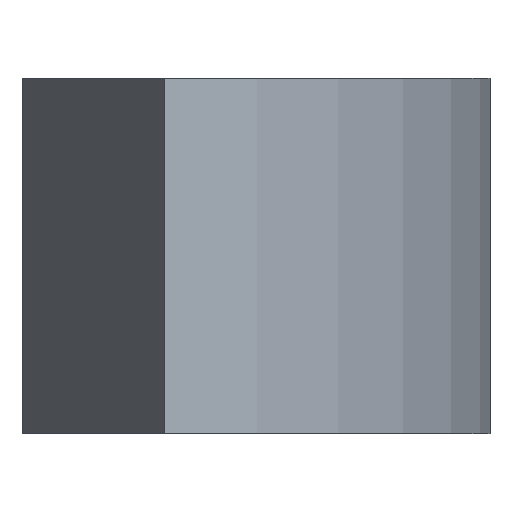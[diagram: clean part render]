
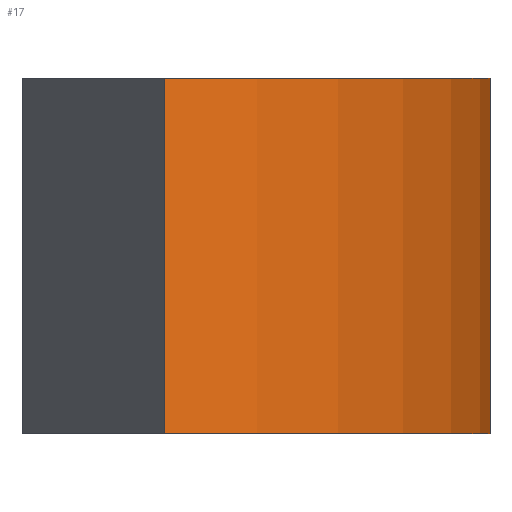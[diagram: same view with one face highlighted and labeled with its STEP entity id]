
A CAD part, front view. The second image highlights one B-rep face of the part: STEP entity #17.
In plain terms, the highlighted cylindrical face has radius 11 mm (diameter 22 mm), a partial arc.
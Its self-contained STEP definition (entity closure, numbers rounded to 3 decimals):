
#17 = ADVANCED_FACE('',(#18),#33,.T.);
#18 = FACE_BOUND('',#19,.F.);
#19 = EDGE_LOOP('',(#20,#56,#82,#115));
#20 = ORIENTED_EDGE('',*,*,#21,.F.);
#21 = EDGE_CURVE('',#22,#24,#26,.T.);
#22 = VERTEX_POINT('',#23);
#23 = CARTESIAN_POINT('',(5.5,-9.526,0.));
#24 = VERTEX_POINT('',#25);
#25 = CARTESIAN_POINT('',(5.5,9.526,0.));
#26 = SURFACE_CURVE('',#27,(#32,#44),.PCURVE_S1.);
#27 = CIRCLE('',#28,11.);
#28 = AXIS2_PLACEMENT_3D('',#29,#30,#31);
#29 = CARTESIAN_POINT('',(0.,0.,0.));
#30 = DIRECTION('',(0.,0.,1.));
#31 = DIRECTION('',(0.5,-0.866,0.));
#32 = PCURVE('',#33,#38);
#33 = CYLINDRICAL_SURFACE('',#34,11.);
#34 = AXIS2_PLACEMENT_3D('',#35,#36,#37);
#35 = CARTESIAN_POINT('',(0.,0.,0.));
#36 = DIRECTION('',(-0.,-0.,-1.));
#37 = DIRECTION('',(1.,0.,0.));
#38 = DEFINITIONAL_REPRESENTATION('',(#39),#43);
#39 = LINE('',#40,#41);
#40 = CARTESIAN_POINT('',(-5.236,0.));
#41 = VECTOR('',#42,1.);
#42 = DIRECTION('',(-1.,0.));
#43 = ( GEOMETRIC_REPRESENTATION_CONTEXT(2) 
PARAMETRIC_REPRESENTATION_CONTEXT() REPRESENTATION_CONTEXT('2D SPACE',''
  ) );
#44 = PCURVE('',#45,#50);
#45 = PLANE('',#46);
#46 = AXIS2_PLACEMENT_3D('',#47,#48,#49);
#47 = CARTESIAN_POINT('',(0.,0.,0.));
#48 = DIRECTION('',(0.,0.,1.));
#49 = DIRECTION('',(1.,0.,-0.));
#50 = DEFINITIONAL_REPRESENTATION('',(#51),#55);
#51 = CIRCLE('',#52,11.);
#52 = AXIS2_PLACEMENT_2D('',#53,#54);
#53 = CARTESIAN_POINT('',(0.,0.));
#54 = DIRECTION('',(0.5,-0.866));
#55 = ( GEOMETRIC_REPRESENTATION_CONTEXT(2) 
PARAMETRIC_REPRESENTATION_CONTEXT() REPRESENTATION_CONTEXT('2D SPACE',''
  ) );
#56 = ORIENTED_EDGE('',*,*,#57,.F.);
#57 = EDGE_CURVE('',#58,#22,#60,.T.);
#58 = VERTEX_POINT('',#59);
#59 = CARTESIAN_POINT('',(5.5,-9.526,6.));
#60 = SURFACE_CURVE('',#61,(#65,#71),.PCURVE_S1.);
#61 = LINE('',#62,#63);
#62 = CARTESIAN_POINT('',(5.5,-9.526,0.));
#63 = VECTOR('',#64,1.);
#64 = DIRECTION('',(-0.,-0.,-1.));
#65 = PCURVE('',#33,#66);
#66 = DEFINITIONAL_REPRESENTATION('',(#67),#70);
#67 = B_SPLINE_CURVE_WITH_KNOTS('',1,(#68,#69),.UNSPECIFIED.,.F.,.F.,(2,
    2),(-6.,-0.),.PIECEWISE_BEZIER_KNOTS.);
#68 = CARTESIAN_POINT('',(-5.236,-6.));
#69 = CARTESIAN_POINT('',(-5.236,0.));
#70 = ( GEOMETRIC_REPRESENTATION_CONTEXT(2) 
PARAMETRIC_REPRESENTATION_CONTEXT() REPRESENTATION_CONTEXT('2D SPACE',''
  ) );
#71 = PCURVE('',#72,#77);
#72 = PLANE('',#73);
#73 = AXIS2_PLACEMENT_3D('',#74,#75,#76);
#74 = CARTESIAN_POINT('',(0.,0.,0.));
#75 = DIRECTION('',(0.866,0.5,-0.));
#76 = DIRECTION('',(0.5,-0.866,0.));
#77 = DEFINITIONAL_REPRESENTATION('',(#78),#81);
#78 = B_SPLINE_CURVE_WITH_KNOTS('',1,(#79,#80),.UNSPECIFIED.,.F.,.F.,(2,
    2),(-6.,0.),.PIECEWISE_BEZIER_KNOTS.);
#79 = CARTESIAN_POINT('',(11.,-6.));
#80 = CARTESIAN_POINT('',(11.,0.));
#81 = ( GEOMETRIC_REPRESENTATION_CONTEXT(2) 
PARAMETRIC_REPRESENTATION_CONTEXT() REPRESENTATION_CONTEXT('2D SPACE',''
  ) );
#82 = ORIENTED_EDGE('',*,*,#83,.F.);
#83 = EDGE_CURVE('',#84,#58,#86,.T.);
#84 = VERTEX_POINT('',#85);
#85 = CARTESIAN_POINT('',(5.5,9.526,6.));
#86 = SURFACE_CURVE('',#87,(#92,#99),.PCURVE_S1.);
#87 = CIRCLE('',#88,11.);
#88 = AXIS2_PLACEMENT_3D('',#89,#90,#91);
#89 = CARTESIAN_POINT('',(0.,0.,6.));
#90 = DIRECTION('',(0.,0.,-1.));
#91 = DIRECTION('',(0.5,0.866,0.));
#92 = PCURVE('',#33,#93);
#93 = DEFINITIONAL_REPRESENTATION('',(#94),#98);
#94 = LINE('',#95,#96);
#95 = CARTESIAN_POINT('',(-7.33,-6.));
#96 = VECTOR('',#97,1.);
#97 = DIRECTION('',(1.,-0.));
#98 = ( GEOMETRIC_REPRESENTATION_CONTEXT(2) 
PARAMETRIC_REPRESENTATION_CONTEXT() REPRESENTATION_CONTEXT('2D SPACE',''
  ) );
#99 = PCURVE('',#100,#105);
#100 = PLANE('',#101);
#101 = AXIS2_PLACEMENT_3D('',#102,#103,#104);
#102 = CARTESIAN_POINT('',(0.,0.,6.));
#103 = DIRECTION('',(0.,0.,1.));
#104 = DIRECTION('',(1.,0.,-0.));
#105 = DEFINITIONAL_REPRESENTATION('',(#106),#114);
#106 = ( BOUNDED_CURVE() B_SPLINE_CURVE(2,(#107,#108,#109,#110,#111,#112
,#113),.UNSPECIFIED.,.T.,.F.) B_SPLINE_CURVE_WITH_KNOTS((1,2,2,2,2,1),(
    -2.094,0.,2.094,4.189,6.283,
8.378),.UNSPECIFIED.) CURVE() GEOMETRIC_REPRESENTATION_ITEM() 
RATIONAL_B_SPLINE_CURVE((1.,0.5,1.,0.5,1.,0.5,1.)) REPRESENTATION_ITEM(
  '') );
#107 = CARTESIAN_POINT('',(5.5,9.526));
#108 = CARTESIAN_POINT('',(22.,0.));
#109 = CARTESIAN_POINT('',(5.5,-9.526));
#110 = CARTESIAN_POINT('',(-11.,-19.053));
#111 = CARTESIAN_POINT('',(-11.,0.));
#112 = CARTESIAN_POINT('',(-11.,19.053));
#113 = CARTESIAN_POINT('',(5.5,9.526));
#114 = ( GEOMETRIC_REPRESENTATION_CONTEXT(2) 
PARAMETRIC_REPRESENTATION_CONTEXT() REPRESENTATION_CONTEXT('2D SPACE',''
  ) );
#115 = ORIENTED_EDGE('',*,*,#116,.T.);
#116 = EDGE_CURVE('',#84,#24,#117,.T.);
#117 = SURFACE_CURVE('',#118,(#122,#128),.PCURVE_S1.);
#118 = LINE('',#119,#120);
#119 = CARTESIAN_POINT('',(5.5,9.526,0.));
#120 = VECTOR('',#121,1.);
#121 = DIRECTION('',(-0.,-0.,-1.));
#122 = PCURVE('',#33,#123);
#123 = DEFINITIONAL_REPRESENTATION('',(#124),#127);
#124 = B_SPLINE_CURVE_WITH_KNOTS('',1,(#125,#126),.UNSPECIFIED.,.F.,.F.,
  (2,2),(-6.,0.),.PIECEWISE_BEZIER_KNOTS.);
#125 = CARTESIAN_POINT('',(-7.33,-6.));
#126 = CARTESIAN_POINT('',(-7.33,0.));
#127 = ( GEOMETRIC_REPRESENTATION_CONTEXT(2) 
PARAMETRIC_REPRESENTATION_CONTEXT() REPRESENTATION_CONTEXT('2D SPACE',''
  ) );
#128 = PCURVE('',#129,#134);
#129 = PLANE('',#130);
#130 = AXIS2_PLACEMENT_3D('',#131,#132,#133);
#131 = CARTESIAN_POINT('',(110.,190.526,0.));
#132 = DIRECTION('',(0.866,-0.5,0.));
#133 = DIRECTION('',(-0.5,-0.866,0.));
#134 = DEFINITIONAL_REPRESENTATION('',(#135),#138);
#135 = B_SPLINE_CURVE_WITH_KNOTS('',1,(#136,#137),.UNSPECIFIED.,.F.,.F.,
  (2,2),(-6.,0.),.PIECEWISE_BEZIER_KNOTS.);
#136 = CARTESIAN_POINT('',(209.,-6.));
#137 = CARTESIAN_POINT('',(209.,0.));
#138 = ( GEOMETRIC_REPRESENTATION_CONTEXT(2) 
PARAMETRIC_REPRESENTATION_CONTEXT() REPRESENTATION_CONTEXT('2D SPACE',''
  ) );
